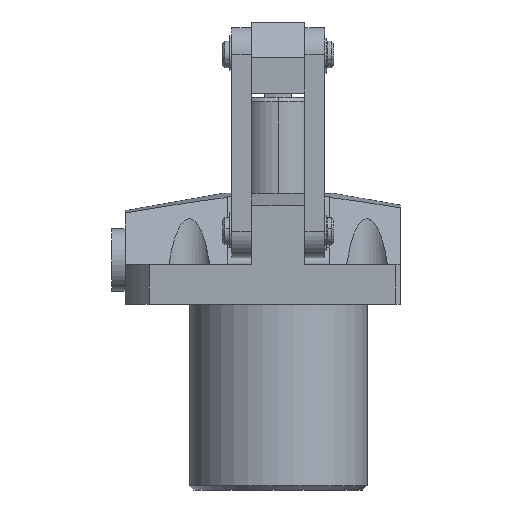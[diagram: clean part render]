
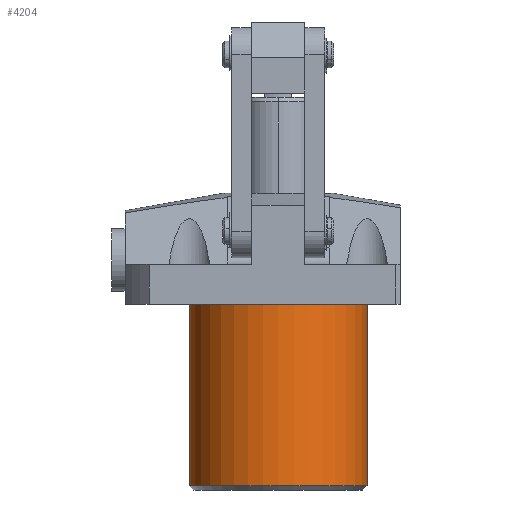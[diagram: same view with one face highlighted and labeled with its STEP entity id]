
A CAD part, front view. The second image highlights one B-rep face of the part: STEP entity #4204.
In plain terms, the highlighted cylindrical face has radius 20 mm (diameter 40 mm), a partial arc.
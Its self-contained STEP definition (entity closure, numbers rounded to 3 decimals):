
#721 = CIRCLE ( 'NONE', #3411, 20. ) ;
#1251 = VERTEX_POINT ( 'NONE', #2681 ) ;
#1252 = VERTEX_POINT ( 'NONE', #2680 ) ;
#1316 = VERTEX_POINT ( 'NONE', #2496 ) ;
#1318 = VERTEX_POINT ( 'NONE', #2492 ) ;
#2492 = CARTESIAN_POINT ( 'NONE',  ( -20., 0., 0. ) ) ;
#2496 = CARTESIAN_POINT ( 'NONE',  ( 20., 0., 0. ) ) ;
#2680 = CARTESIAN_POINT ( 'NONE',  ( 20., 0., -40.8 ) ) ;
#2681 = CARTESIAN_POINT ( 'NONE',  ( -20., 0., -40.8 ) ) ;
#3403 = AXIS2_PLACEMENT_3D ( 'NONE', #3756, #3771, #3786 ) ;
#3411 = AXIS2_PLACEMENT_3D ( 'NONE', #6443, #6442, #6441 ) ;
#3756 = CARTESIAN_POINT ( 'NONE',  ( 0., 0., 0. ) ) ;
#3771 = DIRECTION ( 'NONE',  ( 0., 0., -1. ) ) ;
#3786 = DIRECTION ( 'NONE',  ( 1., 0., 0. ) ) ;
#4204 = ADVANCED_FACE ( 'NONE', ( #5650 ), #5654, .T. ) ;
#4374 = EDGE_LOOP ( 'NONE', ( #9568, #9507, #7874, #9553 ) ) ;
#5032 = DIRECTION ( 'NONE',  ( 0., 0., 1. ) ) ;
#5033 = CARTESIAN_POINT ( 'NONE',  ( -20., 0., -41.8 ) ) ;
#5036 = DIRECTION ( 'NONE',  ( 0., 0., 1. ) ) ;
#5039 = CARTESIAN_POINT ( 'NONE',  ( 20., 0., -41.8 ) ) ;
#5650 = FACE_OUTER_BOUND ( 'NONE', #4374, .T. ) ;
#5654 = CYLINDRICAL_SURFACE ( 'NONE', #6523, 20. ) ;
#6441 = DIRECTION ( 'NONE',  ( -1., 0., 0. ) ) ;
#6442 = DIRECTION ( 'NONE',  ( 0., 0., 1. ) ) ;
#6443 = CARTESIAN_POINT ( 'NONE',  ( 0., 0., -40.8 ) ) ;
#6523 = AXIS2_PLACEMENT_3D ( 'NONE', #9673, #9674, #9681 ) ;
#7874 = ORIENTED_EDGE ( 'NONE', *, *, #8756, .T. ) ;
#8126 = CIRCLE ( 'NONE', #3403, 20. ) ;
#8274 = LINE ( 'NONE', #5039, #8275 ) ;
#8275 = VECTOR ( 'NONE', #5036, 1000. ) ;
#8276 = LINE ( 'NONE', #5033, #8279 ) ;
#8279 = VECTOR ( 'NONE', #5032, 1000. ) ;
#8628 = EDGE_CURVE ( 'NONE', #1251, #1252, #721, .T. ) ;
#8638 = EDGE_CURVE ( 'NONE', #1316, #1318, #8126, .T. ) ;
#8756 = EDGE_CURVE ( 'NONE', #1252, #1316, #8274, .T. ) ;
#8758 = EDGE_CURVE ( 'NONE', #1251, #1318, #8276, .T. ) ;
#9507 = ORIENTED_EDGE ( 'NONE', *, *, #8628, .T. ) ;
#9553 = ORIENTED_EDGE ( 'NONE', *, *, #8638, .T. ) ;
#9568 = ORIENTED_EDGE ( 'NONE', *, *, #8758, .F. ) ;
#9673 = CARTESIAN_POINT ( 'NONE',  ( 0., 0., -41.8 ) ) ;
#9674 = DIRECTION ( 'NONE',  ( 0., 0., 1. ) ) ;
#9681 = DIRECTION ( 'NONE',  ( 1., 0., 0. ) ) ;
